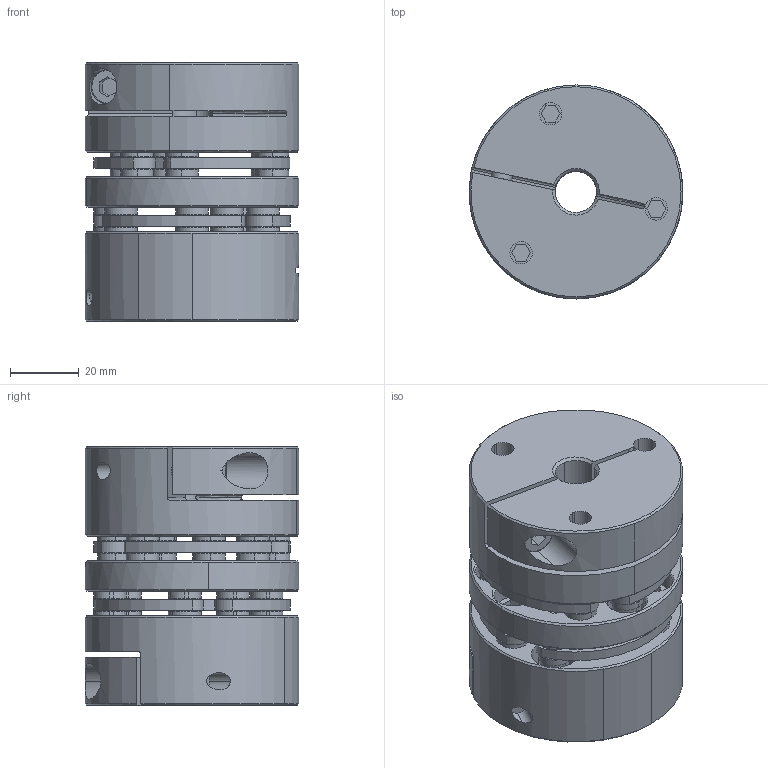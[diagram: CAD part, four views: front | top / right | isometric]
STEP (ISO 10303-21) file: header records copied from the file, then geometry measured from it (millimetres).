
FILE_DESCRIPTION (( 'STEP AP214' ), '1' );
FILE_NAME ('ZERO MAX-6P22-A1C-6P22-A1C-12mmB-12mmB.step', '2016-09-22T11:51:51', ( 'Windows User' ), ( '' ), 'SwSTEP 2.0', 'SolidWorks 2016', '' );
FILE_SCHEMA (( 'AUTOMOTIVE_DESIGN' ));
Length unit declared in the file: inch
Products named in the file (1): ZERO MAX-6P22-A1C-6P22-A1C-12mmB-12mmB
Bounding box: 62 x 62 x 75.01 mm (x, y, z)
Volume: 164375.9 mm3; surface area: 61984.5 mm2
Topology: 1 solids, 17 shells, 1094 faces, 2725 edges, 1733 vertices
Faces by surface type: cylinder 524, cone 270, plane 218, bspline 82
Entity records: 35368 total; most frequent: CARTESIAN_POINT 8382, DIRECTION 6152, ORIENTED_EDGE 5414, EDGE_CURVE 2707, AXIS2_PLACEMENT_3D 2547, VERTEX_POINT 1733, CIRCLE 1534, EDGE_LOOP 1262
